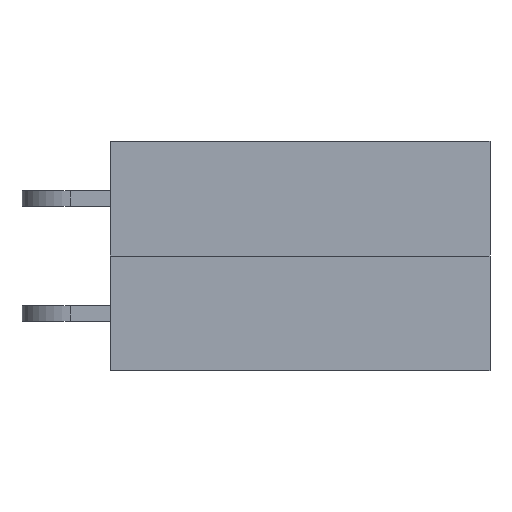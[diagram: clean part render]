
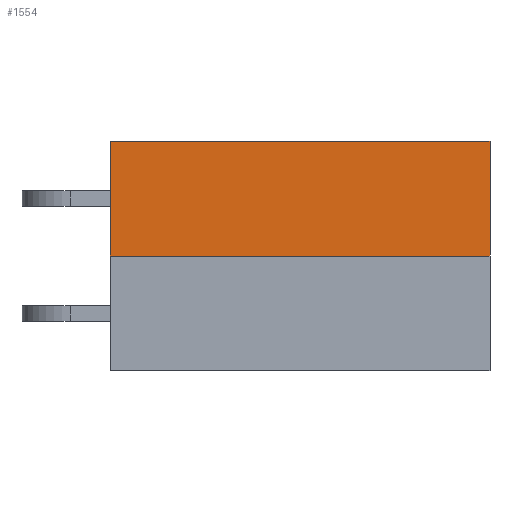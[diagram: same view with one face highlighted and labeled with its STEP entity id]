
A CAD part, front view. The second image highlights one B-rep face of the part: STEP entity #1554.
In plain terms, the highlighted planar face has unit normal (0, -1, 0).
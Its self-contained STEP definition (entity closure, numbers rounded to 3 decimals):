
#20 = DIRECTION ( 'NONE',  ( 0., 0., 1. ) ) ;
#57 = VERTEX_POINT ( 'NONE', #316 ) ;
#156 = VECTOR ( 'NONE', #1914, 1000. ) ;
#245 = VECTOR ( 'NONE', #265, 1000. ) ;
#265 = DIRECTION ( 'NONE',  ( 1., 0., 0. ) ) ;
#282 = CARTESIAN_POINT ( 'NONE',  ( 8.4, 0., 2.54 ) ) ;
#307 = CARTESIAN_POINT ( 'NONE',  ( 8.4, 0., 2.54 ) ) ;
#316 = CARTESIAN_POINT ( 'NONE',  ( 8.4, 0., 0. ) ) ;
#317 = EDGE_CURVE ( 'NONE', #1729, #908, #1347, .T. ) ;
#348 = CARTESIAN_POINT ( 'NONE',  ( 0., 0., 0. ) ) ;
#428 = CARTESIAN_POINT ( 'NONE',  ( 0., 0., 2.54 ) ) ;
#434 = VERTEX_POINT ( 'NONE', #307 ) ;
#562 = EDGE_CURVE ( 'NONE', #908, #57, #730, .T. ) ;
#599 = LINE ( 'NONE', #1498, #1843 ) ;
#600 = EDGE_CURVE ( 'NONE', #434, #57, #1617, .T. ) ;
#617 = ORIENTED_EDGE ( 'NONE', *, *, #562, .T. ) ;
#700 = CARTESIAN_POINT ( 'NONE',  ( 0., 0., 2.54 ) ) ;
#723 = CARTESIAN_POINT ( 'NONE',  ( 0., 0., 2.54 ) ) ;
#730 = LINE ( 'NONE', #1946, #245 ) ;
#866 = FACE_OUTER_BOUND ( 'NONE', #1014, .T. ) ;
#902 = ORIENTED_EDGE ( 'NONE', *, *, #317, .T. ) ;
#908 = VERTEX_POINT ( 'NONE', #348 ) ;
#1014 = EDGE_LOOP ( 'NONE', ( #617, #1217, #1799, #902 ) ) ;
#1217 = ORIENTED_EDGE ( 'NONE', *, *, #600, .F. ) ;
#1246 = VECTOR ( 'NONE', #1943, 1000. ) ;
#1343 = DIRECTION ( 'NONE',  ( 0., 1., 0. ) ) ;
#1347 = LINE ( 'NONE', #428, #1246 ) ;
#1372 = DIRECTION ( 'NONE',  ( 1., 0., 0. ) ) ;
#1467 = EDGE_CURVE ( 'NONE', #1729, #434, #599, .T. ) ;
#1488 = PLANE ( 'NONE',  #1694 ) ;
#1498 = CARTESIAN_POINT ( 'NONE',  ( 0., 0., 2.54 ) ) ;
#1554 = ADVANCED_FACE ( 'NONE', ( #866 ), #1488, .F. ) ;
#1617 = LINE ( 'NONE', #282, #156 ) ;
#1694 = AXIS2_PLACEMENT_3D ( 'NONE', #723, #1343, #20 ) ;
#1729 = VERTEX_POINT ( 'NONE', #700 ) ;
#1799 = ORIENTED_EDGE ( 'NONE', *, *, #1467, .F. ) ;
#1843 = VECTOR ( 'NONE', #1372, 1000. ) ;
#1914 = DIRECTION ( 'NONE',  ( 0., 0., -1. ) ) ;
#1943 = DIRECTION ( 'NONE',  ( 0., 0., -1. ) ) ;
#1946 = CARTESIAN_POINT ( 'NONE',  ( 0., 0., 0. ) ) ;
